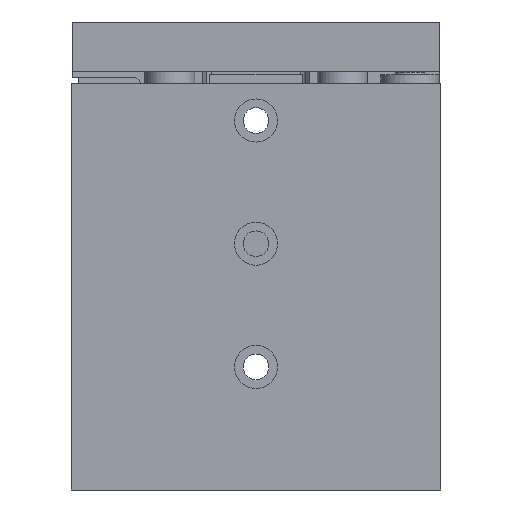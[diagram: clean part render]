
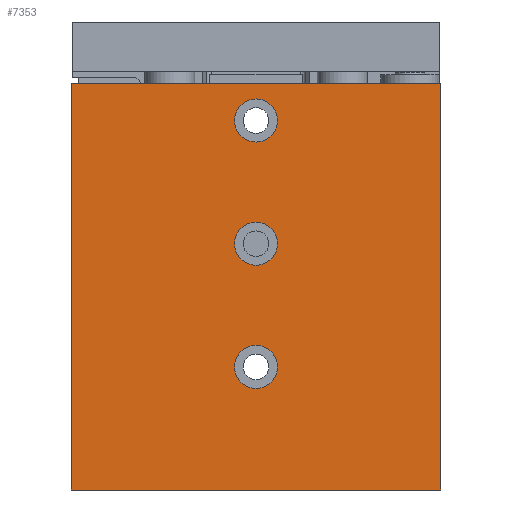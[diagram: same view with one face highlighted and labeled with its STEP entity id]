
A CAD part, front view. The second image highlights one B-rep face of the part: STEP entity #7353.
In plain terms, the highlighted planar face has unit normal (0, -1, 0).
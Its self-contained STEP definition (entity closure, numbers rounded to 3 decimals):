
#86=LINE('',#10754,#524);
#120=LINE('',#10830,#558);
#142=LINE('',#10922,#580);
#143=LINE('',#10930,#581);
#524=VECTOR('',#8638,1000.);
#558=VECTOR('',#8690,1000.);
#580=VECTOR('',#8760,1000.);
#581=VECTOR('',#8769,1000.);
#959=PLANE('',#7805);
#1245=ORIENTED_EDGE('',*,*,#2982,.F.);
#1246=ORIENTED_EDGE('',*,*,#2983,.F.);
#1247=ORIENTED_EDGE('',*,*,#2984,.F.);
#1248=ORIENTED_EDGE('',*,*,#2901,.F.);
#1249=ORIENTED_EDGE('',*,*,#2981,.F.);
#1250=ORIENTED_EDGE('',*,*,#2939,.T.);
#1251=ORIENTED_EDGE('',*,*,#2985,.T.);
#2901=EDGE_CURVE('',#3776,#3777,#86,.T.);
#2939=EDGE_CURVE('',#3810,#3809,#120,.T.);
#2981=EDGE_CURVE('',#3810,#3776,#142,.T.);
#2982=EDGE_CURVE('',#3846,#3846,#4421,.T.);
#2983=EDGE_CURVE('',#3847,#3847,#4422,.T.);
#2984=EDGE_CURVE('',#3848,#3848,#4423,.T.);
#2985=EDGE_CURVE('',#3809,#3777,#143,.T.);
#3776=VERTEX_POINT('',#10753);
#3777=VERTEX_POINT('',#10755);
#3809=VERTEX_POINT('',#10829);
#3810=VERTEX_POINT('',#10831);
#3846=VERTEX_POINT('',#10925);
#3847=VERTEX_POINT('',#10927);
#3848=VERTEX_POINT('',#10929);
#4421=CIRCLE('',#7806,3.5);
#4422=CIRCLE('',#7807,3.5);
#4423=CIRCLE('',#7808,3.5);
#4828=EDGE_LOOP('',(#1245));
#4829=EDGE_LOOP('',(#1246));
#4830=EDGE_LOOP('',(#1247));
#4831=EDGE_LOOP('',(#1248,#1249,#1250,#1251));
#5410=FACE_BOUND('',#4828,.T.);
#5411=FACE_BOUND('',#4829,.T.);
#5412=FACE_BOUND('',#4830,.T.);
#5413=FACE_BOUND('',#4831,.T.);
#7353=ADVANCED_FACE('',(#5410,#5411,#5412,#5413),#959,.T.);
#7805=AXIS2_PLACEMENT_3D('',#10923,#8761,#8762);
#7806=AXIS2_PLACEMENT_3D('',#10924,#8763,#8764);
#7807=AXIS2_PLACEMENT_3D('',#10926,#8765,#8766);
#7808=AXIS2_PLACEMENT_3D('',#10928,#8767,#8768);
#8638=DIRECTION('',(1.,0.,0.));
#8690=DIRECTION('',(1.,0.,0.));
#8760=DIRECTION('',(0.,0.,1.));
#8761=DIRECTION('',(0.,-1.,0.));
#8762=DIRECTION('',(0.,0.,-1.));
#8763=DIRECTION('',(0.,-1.,0.));
#8764=DIRECTION('',(0.,0.,-1.));
#8765=DIRECTION('',(0.,-1.,0.));
#8766=DIRECTION('',(0.,0.,-1.));
#8767=DIRECTION('',(0.,-1.,0.));
#8768=DIRECTION('',(0.,0.,-1.));
#8769=DIRECTION('',(0.,0.,1.));
#10753=CARTESIAN_POINT('',(-30.,0.,0.));
#10754=CARTESIAN_POINT('',(-30.,0.,0.));
#10755=CARTESIAN_POINT('',(30.,0.,0.));
#10829=CARTESIAN_POINT('',(30.,0.,-66.));
#10830=CARTESIAN_POINT('',(-30.,0.,-66.));
#10831=CARTESIAN_POINT('',(-30.,0.,-66.));
#10922=CARTESIAN_POINT('',(-30.,0.,-66.));
#10923=CARTESIAN_POINT('',(-30.,0.,-66.));
#10924=CARTESIAN_POINT('',(0.,0.,-26.));
#10925=CARTESIAN_POINT('',(0.,0.,-29.5));
#10926=CARTESIAN_POINT('',(0.,0.,-46.));
#10927=CARTESIAN_POINT('',(0.,0.,-49.5));
#10928=CARTESIAN_POINT('',(0.,0.,-6.));
#10929=CARTESIAN_POINT('',(0.,0.,-9.5));
#10930=CARTESIAN_POINT('',(30.,0.,-66.));
